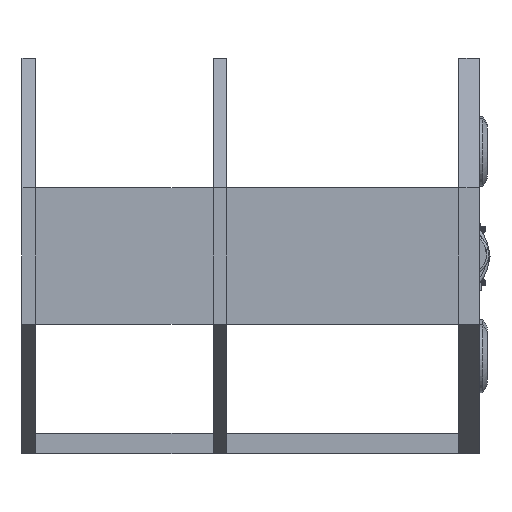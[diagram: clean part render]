
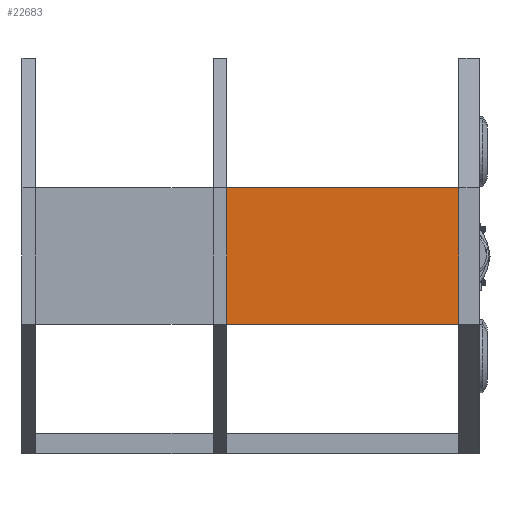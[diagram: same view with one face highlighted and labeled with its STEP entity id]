
A CAD part, left-side view. The second image highlights one B-rep face of the part: STEP entity #22683.
In plain terms, the highlighted planar face has unit normal (-1, 0, 0).
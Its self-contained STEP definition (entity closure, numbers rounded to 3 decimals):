
#1347 = CARTESIAN_POINT ( 'NONE',  ( -36.474, 0., -58.764 ) ) ;
#1733 = DIRECTION ( 'NONE',  ( 0., 0., -1. ) ) ;
#3169 = ORIENTED_EDGE ( 'NONE', *, *, #37818, .T. ) ;
#3259 = VECTOR ( 'NONE', #11466, 1000. ) ;
#4905 = CARTESIAN_POINT ( 'NONE',  ( -36.474, 170., 41.236 ) ) ;
#4945 = VERTEX_POINT ( 'NONE', #4905 ) ;
#6308 = LINE ( 'NONE', #24648, #8715 ) ;
#6615 = CARTESIAN_POINT ( 'NONE',  ( -36.474, 170., 41.236 ) ) ;
#7391 = EDGE_CURVE ( 'NONE', #4945, #28752, #31732, .T. ) ;
#8416 = LINE ( 'NONE', #12708, #38551 ) ;
#8715 = VECTOR ( 'NONE', #27751, 1000. ) ;
#9836 = DIRECTION ( 'NONE',  ( 0., 0., 1. ) ) ;
#10907 = EDGE_CURVE ( 'NONE', #15370, #4945, #8416, .T. ) ;
#11023 = PLANE ( 'NONE',  #14791 ) ;
#11466 = DIRECTION ( 'NONE',  ( 0., -1., 0. ) ) ;
#12530 = LINE ( 'NONE', #33130, #3259 ) ;
#12708 = CARTESIAN_POINT ( 'NONE',  ( -36.474, 170., 41.236 ) ) ;
#13231 = ORIENTED_EDGE ( 'NONE', *, *, #10907, .F. ) ;
#14140 = CARTESIAN_POINT ( 'NONE',  ( -36.474, 170., 41.236 ) ) ;
#14791 = AXIS2_PLACEMENT_3D ( 'NONE', #14140, #20382, #1733 ) ;
#15254 = VECTOR ( 'NONE', #28194, 1000. ) ;
#15370 = VERTEX_POINT ( 'NONE', #20202 ) ;
#20202 = CARTESIAN_POINT ( 'NONE',  ( -36.474, 170., -58.764 ) ) ;
#20382 = DIRECTION ( 'NONE',  ( 1., 0., 0. ) ) ;
#21298 = EDGE_LOOP ( 'NONE', ( #22651, #39006, #13231, #3169 ) ) ;
#21405 = FACE_OUTER_BOUND ( 'NONE', #21298, .T. ) ;
#22651 = ORIENTED_EDGE ( 'NONE', *, *, #30327, .T. ) ;
#22683 = ADVANCED_FACE ( 'NONE', ( #21405 ), #11023, .F. ) ;
#24284 = VERTEX_POINT ( 'NONE', #1347 ) ;
#24648 = CARTESIAN_POINT ( 'NONE',  ( -36.474, 0., 41.236 ) ) ;
#25719 = CARTESIAN_POINT ( 'NONE',  ( -36.474, 0., 41.236 ) ) ;
#27751 = DIRECTION ( 'NONE',  ( 0., 0., 1. ) ) ;
#28194 = DIRECTION ( 'NONE',  ( 0., -1., 0. ) ) ;
#28752 = VERTEX_POINT ( 'NONE', #25719 ) ;
#30327 = EDGE_CURVE ( 'NONE', #24284, #28752, #6308, .T. ) ;
#31732 = LINE ( 'NONE', #6615, #15254 ) ;
#33130 = CARTESIAN_POINT ( 'NONE',  ( -36.474, 170., -58.764 ) ) ;
#37818 = EDGE_CURVE ( 'NONE', #15370, #24284, #12530, .T. ) ;
#38551 = VECTOR ( 'NONE', #9836, 1000. ) ;
#39006 = ORIENTED_EDGE ( 'NONE', *, *, #7391, .F. ) ;
